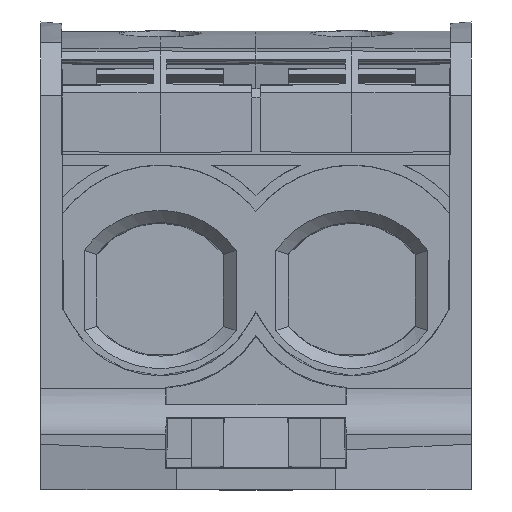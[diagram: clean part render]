
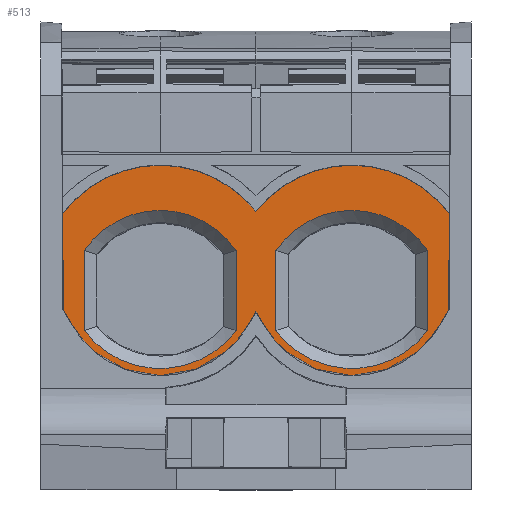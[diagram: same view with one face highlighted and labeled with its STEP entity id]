
A CAD part, front view. The second image highlights one B-rep face of the part: STEP entity #513.
In plain terms, the highlighted planar face has unit normal (0, -1, 0).
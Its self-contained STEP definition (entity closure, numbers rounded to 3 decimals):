
#306=AXIS2_PLACEMENT_3D('Circle Axis2P3D',#304,#305,$) ;
#359=AXIS2_PLACEMENT_3D('Circle Axis2P3D',#357,#358,$) ;
#373=AXIS2_PLACEMENT_3D('Plane Axis2P3D',#370,#371,#372) ;
#393=AXIS2_PLACEMENT_3D('Circle Axis2P3D',#391,#392,$) ;
#414=AXIS2_PLACEMENT_3D('Circle Axis2P3D',#412,#413,$) ;
#421=AXIS2_PLACEMENT_3D('Circle Axis2P3D',#419,#420,$) ;
#428=AXIS2_PLACEMENT_3D('Circle Axis2P3D',#426,#427,$) ;
#435=AXIS2_PLACEMENT_3D('Circle Axis2P3D',#433,#434,$) ;
#456=AXIS2_PLACEMENT_3D('Circle Axis2P3D',#454,#455,$) ;
#490=AXIS2_PLACEMENT_3D('Circle Axis2P3D',#488,#489,$) ;
#504=AXIS2_PLACEMENT_3D('Circle Axis2P3D',#502,#503,$) ;
#274=CARTESIAN_POINT('Vertex',(6.833,23.2,25.028)) ;
#284=CARTESIAN_POINT('Vertex',(6.833,23.2,37.614)) ;
#287=CARTESIAN_POINT('Line Origine',(6.833,23.2,31.321)) ;
#304=CARTESIAN_POINT('Axis2P3D Location',(18.75,23.2,34.)) ;
#308=CARTESIAN_POINT('Vertex',(30.666,23.2,25.028)) ;
#330=CARTESIAN_POINT('Line Origine',(30.666,23.2,31.321)) ;
#334=CARTESIAN_POINT('Vertex',(30.666,23.2,37.614)) ;
#357=CARTESIAN_POINT('Axis2P3D Location',(18.75,23.2,29.5)) ;
#370=CARTESIAN_POINT('Axis2P3D Location',(62.6,23.2,15.)) ;
#375=CARTESIAN_POINT('Line Origine',(33.203,23.2,27.034)) ;
#379=CARTESIAN_POINT('Vertex',(32.606,23.2,26.)) ;
#381=CARTESIAN_POINT('Vertex',(33.8,23.2,28.067)) ;
#384=CARTESIAN_POINT('Line Origine',(34.396,23.2,27.034)) ;
#388=CARTESIAN_POINT('Vertex',(34.993,23.2,26.)) ;
#391=CARTESIAN_POINT('Axis2P3D Location',(48.85,23.2,34.)) ;
#395=CARTESIAN_POINT('Vertex',(62.706,23.2,26.)) ;
#398=CARTESIAN_POINT('Line Origine',(63.388,23.2,27.181)) ;
#402=CARTESIAN_POINT('Vertex',(64.07,23.2,28.362)) ;
#405=CARTESIAN_POINT('Line Origine',(64.109,23.2,35.865)) ;
#409=CARTESIAN_POINT('Vertex',(64.148,23.2,43.369)) ;
#412=CARTESIAN_POINT('Axis2P3D Location',(48.85,23.2,31.85)) ;
#416=CARTESIAN_POINT('Vertex',(48.829,23.2,51.)) ;
#419=CARTESIAN_POINT('Axis2P3D Location',(48.85,23.2,31.85)) ;
#423=CARTESIAN_POINT('Vertex',(33.8,23.2,43.691)) ;
#426=CARTESIAN_POINT('Axis2P3D Location',(18.75,23.2,31.85)) ;
#430=CARTESIAN_POINT('Vertex',(18.771,23.2,51.)) ;
#433=CARTESIAN_POINT('Axis2P3D Location',(18.75,23.2,31.85)) ;
#437=CARTESIAN_POINT('Vertex',(3.451,23.2,43.369)) ;
#440=CARTESIAN_POINT('Line Origine',(3.49,23.2,35.865)) ;
#444=CARTESIAN_POINT('Vertex',(3.53,23.2,28.362)) ;
#447=CARTESIAN_POINT('Line Origine',(4.211,23.2,27.181)) ;
#451=CARTESIAN_POINT('Vertex',(4.893,23.2,26.)) ;
#454=CARTESIAN_POINT('Axis2P3D Location',(18.75,23.2,34.)) ;
#479=CARTESIAN_POINT('Line Origine',(60.766,23.2,31.321)) ;
#483=CARTESIAN_POINT('Vertex',(60.766,23.2,25.028)) ;
#485=CARTESIAN_POINT('Vertex',(60.766,23.2,37.614)) ;
#488=CARTESIAN_POINT('Axis2P3D Location',(48.85,23.2,34.)) ;
#492=CARTESIAN_POINT('Vertex',(36.933,23.2,25.028)) ;
#495=CARTESIAN_POINT('Line Origine',(36.933,23.2,31.321)) ;
#499=CARTESIAN_POINT('Vertex',(36.933,23.2,37.614)) ;
#502=CARTESIAN_POINT('Axis2P3D Location',(48.85,23.2,29.5)) ;
#288=DIRECTION('Vector Direction',(0.,0.,1.)) ;
#305=DIRECTION('Axis2P3D Direction',(0.,-1.,0.)) ;
#331=DIRECTION('Vector Direction',(0.,0.,1.)) ;
#358=DIRECTION('Axis2P3D Direction',(0.,-1.,0.)) ;
#371=DIRECTION('Axis2P3D Direction',(0.,1.,0.)) ;
#372=DIRECTION('Axis2P3D XDirection',(-1.,0.,0.)) ;
#376=DIRECTION('Vector Direction',(0.5,0.,0.866)) ;
#385=DIRECTION('Vector Direction',(-0.5,0.,0.866)) ;
#392=DIRECTION('Axis2P3D Direction',(0.,1.,0.)) ;
#399=DIRECTION('Vector Direction',(0.5,0.,0.866)) ;
#406=DIRECTION('Vector Direction',(-0.005,0.,-1.)) ;
#413=DIRECTION('Axis2P3D Direction',(0.,1.,0.)) ;
#420=DIRECTION('Axis2P3D Direction',(0.,1.,0.)) ;
#427=DIRECTION('Axis2P3D Direction',(0.,1.,0.)) ;
#434=DIRECTION('Axis2P3D Direction',(0.,1.,0.)) ;
#441=DIRECTION('Vector Direction',(0.005,0.,-1.)) ;
#448=DIRECTION('Vector Direction',(-0.5,0.,0.866)) ;
#455=DIRECTION('Axis2P3D Direction',(0.,1.,0.)) ;
#480=DIRECTION('Vector Direction',(0.,0.,1.)) ;
#489=DIRECTION('Axis2P3D Direction',(0.,1.,0.)) ;
#496=DIRECTION('Vector Direction',(0.,0.,1.)) ;
#503=DIRECTION('Axis2P3D Direction',(0.,1.,0.)) ;
#289=VECTOR('Line Direction',#288,1.) ;
#332=VECTOR('Line Direction',#331,1.) ;
#377=VECTOR('Line Direction',#376,1.) ;
#386=VECTOR('Line Direction',#385,1.) ;
#400=VECTOR('Line Direction',#399,1.) ;
#407=VECTOR('Line Direction',#406,1.) ;
#442=VECTOR('Line Direction',#441,1.) ;
#449=VECTOR('Line Direction',#448,1.) ;
#481=VECTOR('Line Direction',#480,1.) ;
#497=VECTOR('Line Direction',#496,1.) ;
#460=ORIENTED_EDGE('',*,*,#383,.T.) ;
#461=ORIENTED_EDGE('',*,*,#390,.F.) ;
#462=ORIENTED_EDGE('',*,*,#397,.T.) ;
#463=ORIENTED_EDGE('',*,*,#404,.T.) ;
#464=ORIENTED_EDGE('',*,*,#411,.F.) ;
#465=ORIENTED_EDGE('',*,*,#418,.F.) ;
#466=ORIENTED_EDGE('',*,*,#425,.F.) ;
#467=ORIENTED_EDGE('',*,*,#432,.F.) ;
#468=ORIENTED_EDGE('',*,*,#439,.F.) ;
#469=ORIENTED_EDGE('',*,*,#446,.T.) ;
#470=ORIENTED_EDGE('',*,*,#453,.F.) ;
#471=ORIENTED_EDGE('',*,*,#458,.T.) ;
#474=ORIENTED_EDGE('',*,*,#291,.T.) ;
#475=ORIENTED_EDGE('',*,*,#361,.T.) ;
#476=ORIENTED_EDGE('',*,*,#336,.F.) ;
#477=ORIENTED_EDGE('',*,*,#310,.T.) ;
#508=ORIENTED_EDGE('',*,*,#487,.F.) ;
#509=ORIENTED_EDGE('',*,*,#494,.T.) ;
#510=ORIENTED_EDGE('',*,*,#501,.T.) ;
#511=ORIENTED_EDGE('',*,*,#506,.T.) ;
#478=FACE_BOUND('',#473,.T.) ;
#512=FACE_BOUND('',#507,.T.) ;
#513=ADVANCED_FACE('Koerper.2',(#472,#478,#512),#374,.F.) ;
#307=CIRCLE('generated circle',#306,14.917) ;
#360=CIRCLE('generated circle',#359,14.417) ;
#394=CIRCLE('generated circle',#393,16.) ;
#415=CIRCLE('generated circle',#414,19.15) ;
#422=CIRCLE('generated circle',#421,19.15) ;
#429=CIRCLE('generated circle',#428,19.15) ;
#436=CIRCLE('generated circle',#435,19.15) ;
#457=CIRCLE('generated circle',#456,16.) ;
#491=CIRCLE('generated circle',#490,14.917) ;
#505=CIRCLE('generated circle',#504,14.417) ;
#291=EDGE_CURVE('',#275,#285,#290,.T.) ;
#310=EDGE_CURVE('',#309,#275,#307,.F.) ;
#336=EDGE_CURVE('',#309,#335,#333,.T.) ;
#361=EDGE_CURVE('',#285,#335,#360,.F.) ;
#383=EDGE_CURVE('',#380,#382,#378,.T.) ;
#390=EDGE_CURVE('',#389,#382,#387,.T.) ;
#397=EDGE_CURVE('',#389,#396,#394,.F.) ;
#404=EDGE_CURVE('',#396,#403,#401,.T.) ;
#411=EDGE_CURVE('',#410,#403,#408,.T.) ;
#418=EDGE_CURVE('',#417,#410,#415,.T.) ;
#425=EDGE_CURVE('',#424,#417,#422,.T.) ;
#432=EDGE_CURVE('',#431,#424,#429,.T.) ;
#439=EDGE_CURVE('',#438,#431,#436,.T.) ;
#446=EDGE_CURVE('',#438,#445,#443,.T.) ;
#453=EDGE_CURVE('',#452,#445,#450,.T.) ;
#458=EDGE_CURVE('',#452,#380,#457,.F.) ;
#487=EDGE_CURVE('',#484,#486,#482,.T.) ;
#494=EDGE_CURVE('',#484,#493,#491,.T.) ;
#501=EDGE_CURVE('',#493,#500,#498,.T.) ;
#506=EDGE_CURVE('',#500,#486,#505,.T.) ;
#459=EDGE_LOOP('',(#460,#461,#462,#463,#464,#465,#466,#467,#468,#469,#470,#471)) ;
#473=EDGE_LOOP('',(#474,#475,#476,#477)) ;
#507=EDGE_LOOP('',(#508,#509,#510,#511)) ;
#472=FACE_OUTER_BOUND('',#459,.T.) ;
#290=LINE('Line',#287,#289) ;
#333=LINE('Line',#330,#332) ;
#378=LINE('Line',#375,#377) ;
#387=LINE('Line',#384,#386) ;
#401=LINE('Line',#398,#400) ;
#408=LINE('Line',#405,#407) ;
#443=LINE('Line',#440,#442) ;
#450=LINE('Line',#447,#449) ;
#482=LINE('Line',#479,#481) ;
#498=LINE('Line',#495,#497) ;
#374=PLANE('',#373) ;
#275=VERTEX_POINT('',#274) ;
#285=VERTEX_POINT('',#284) ;
#309=VERTEX_POINT('',#308) ;
#335=VERTEX_POINT('',#334) ;
#380=VERTEX_POINT('',#379) ;
#382=VERTEX_POINT('',#381) ;
#389=VERTEX_POINT('',#388) ;
#396=VERTEX_POINT('',#395) ;
#403=VERTEX_POINT('',#402) ;
#410=VERTEX_POINT('',#409) ;
#417=VERTEX_POINT('',#416) ;
#424=VERTEX_POINT('',#423) ;
#431=VERTEX_POINT('',#430) ;
#438=VERTEX_POINT('',#437) ;
#445=VERTEX_POINT('',#444) ;
#452=VERTEX_POINT('',#451) ;
#484=VERTEX_POINT('',#483) ;
#486=VERTEX_POINT('',#485) ;
#493=VERTEX_POINT('',#492) ;
#500=VERTEX_POINT('',#499) ;
